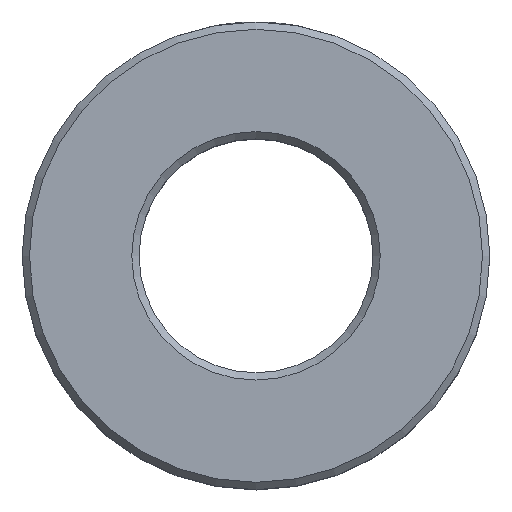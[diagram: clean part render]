
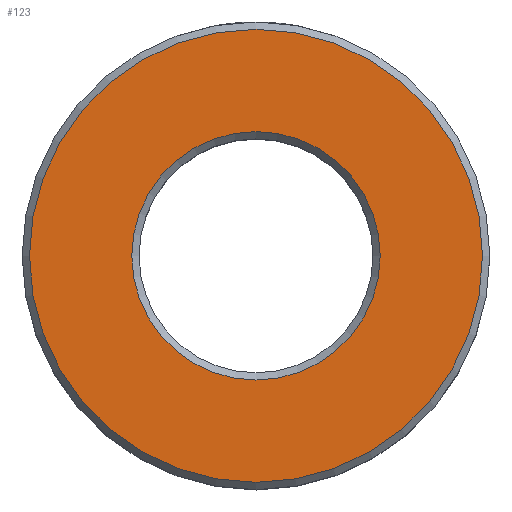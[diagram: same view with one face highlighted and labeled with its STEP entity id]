
A CAD part, top view. The second image highlights one B-rep face of the part: STEP entity #123.
In plain terms, the highlighted planar face has unit normal (0, 0, 1).
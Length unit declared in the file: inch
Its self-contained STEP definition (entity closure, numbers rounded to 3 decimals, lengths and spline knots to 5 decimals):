
#14=PLANE($,#142);
#25=CIRCLE($,#141,0.26563);
#26=CIRCLE($,#143,0.48438);
#35=FACE_BOUND($,#62,.T.);
#44=FACE_OUTER_BOUND($,#61,.T.);
#61=EDGE_LOOP($,(#108));
#62=EDGE_LOOP($,(#109));
#79=VERTEX_POINT($,#275);
#80=VERTEX_POINT($,#278);
#90=EDGE_CURVE($,#79,#79,#25,.T.);
#91=EDGE_CURVE($,#80,#80,#26,.T.);
#108=ORIENTED_EDGE($,*,*,#91,.F.);
#109=ORIENTED_EDGE($,*,*,#90,.F.);
#123=ADVANCED_FACE($,(#44,#35),#14,.F.);
#141=AXIS2_PLACEMENT_3D($,#276,#172,#173);
#142=AXIS2_PLACEMENT_3D($,#277,#174,#175);
#143=AXIS2_PLACEMENT_3D($,#279,#176,#177);
#172=DIRECTION('center_axis',(0.,0.,1.));
#173=DIRECTION('ref_axis',(-1.,0.,0.));
#174=DIRECTION('center_axis',(0.,0.,-1.));
#175=DIRECTION('ref_axis',(-1.,0.,0.));
#176=DIRECTION('center_axis',(0.,0.,-1.));
#177=DIRECTION('ref_axis',(-1.,0.,0.));
#275=CARTESIAN_POINT('',(0.26563,0.,0.));
#276=CARTESIAN_POINT('Origin',(0.,0.,0.));
#277=CARTESIAN_POINT('Origin',(0.,0.,0.));
#278=CARTESIAN_POINT('',(0.48438,0.,0.));
#279=CARTESIAN_POINT('Origin',(0.,0.,0.));
